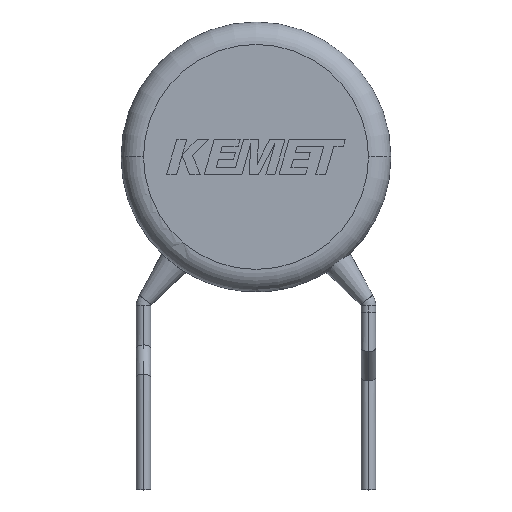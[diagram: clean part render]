
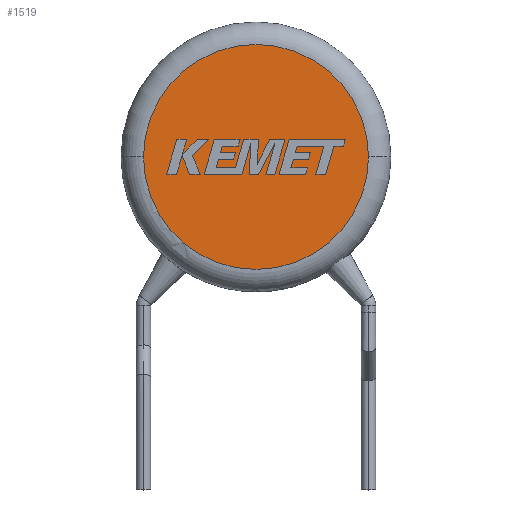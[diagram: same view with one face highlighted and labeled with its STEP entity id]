
A CAD part, top view. The second image highlights one B-rep face of the part: STEP entity #1519.
In plain terms, the highlighted planar face has unit normal (0, 0, 1).
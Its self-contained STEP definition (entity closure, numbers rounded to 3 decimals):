
#433 = VERTEX_POINT ( 'NONE', #2550 ) ;
#458 = FACE_OUTER_BOUND ( 'NONE', #1575, .T. ) ;
#550 = CARTESIAN_POINT ( 'NONE',  ( 0., 0., 5.5 ) ) ;
#737 = DIRECTION ( 'NONE',  ( 0., 0., 1. ) ) ;
#756 = DIRECTION ( 'NONE',  ( 1., 0., 0. ) ) ;
#834 = AXIS2_PLACEMENT_3D ( 'NONE', #550, #1893, #1181 ) ;
#915 = AXIS2_PLACEMENT_3D ( 'NONE', #3689, #737, #3082 ) ;
#1181 = DIRECTION ( 'NONE',  ( 1., 0., 0. ) ) ;
#1207 = EDGE_CURVE ( 'NONE', #433, #3263, #4023, .T. ) ;
#1213 = ORIENTED_EDGE ( 'NONE', *, *, #1207, .T. ) ;
#1360 = AXIS2_PLACEMENT_3D ( 'NONE', #4065, #4054, #756 ) ;
#1519 = ADVANCED_FACE ( 'NONE', ( #458 ), #1550, .T. ) ;
#1550 = PLANE ( 'NONE',  #834 ) ;
#1575 = EDGE_LOOP ( 'NONE', ( #1213, #1783 ) ) ;
#1783 = ORIENTED_EDGE ( 'NONE', *, *, #3303, .T. ) ;
#1893 = DIRECTION ( 'NONE',  ( 0., 0., 1. ) ) ;
#2413 = CIRCLE ( 'NONE', #915, 5. ) ;
#2550 = CARTESIAN_POINT ( 'NONE',  ( 5., 0., 5.5 ) ) ;
#3082 = DIRECTION ( 'NONE',  ( 1., 0., 0. ) ) ;
#3263 = VERTEX_POINT ( 'NONE', #4076 ) ;
#3303 = EDGE_CURVE ( 'NONE', #3263, #433, #2413, .T. ) ;
#3689 = CARTESIAN_POINT ( 'NONE',  ( 0., 0., 5.5 ) ) ;
#4023 = CIRCLE ( 'NONE', #1360, 5. ) ;
#4054 = DIRECTION ( 'NONE',  ( 0., 0., 1. ) ) ;
#4065 = CARTESIAN_POINT ( 'NONE',  ( 0., 0., 5.5 ) ) ;
#4076 = CARTESIAN_POINT ( 'NONE',  ( -5., 0., 5.5 ) ) ;
